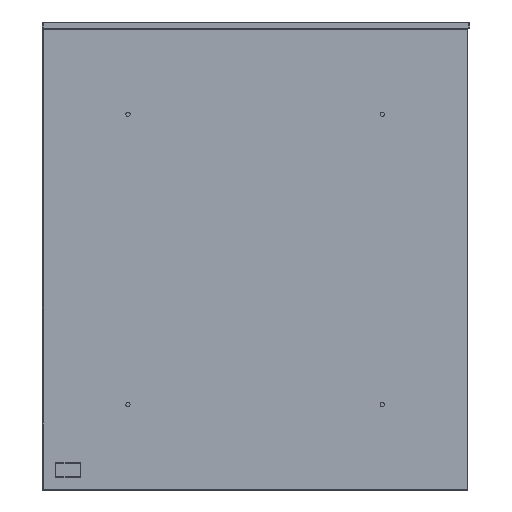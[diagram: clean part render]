
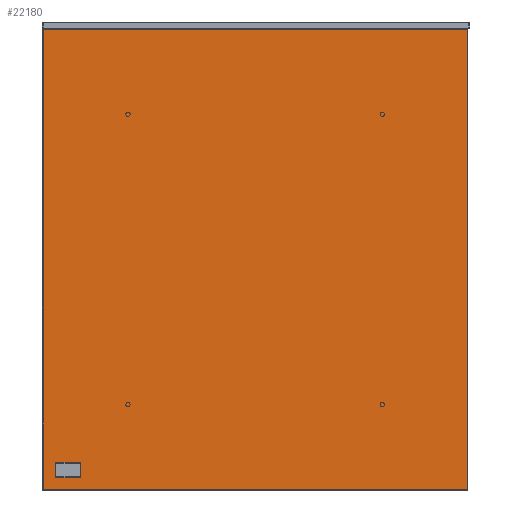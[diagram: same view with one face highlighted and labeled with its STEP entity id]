
A CAD part, left-side view. The second image highlights one B-rep face of the part: STEP entity #22180.
In plain terms, the highlighted planar face has unit normal (-1, 0, 0).
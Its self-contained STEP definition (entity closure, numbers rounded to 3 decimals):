
#21819=CARTESIAN_POINT('',(-3723.565,5493.44,-59.131));
#21820=VERTEX_POINT('',#21819);
#21821=CARTESIAN_POINT('',(-3723.565,5493.44,-596.869));
#21822=VERTEX_POINT('',#21821);
#21823=CARTESIAN_POINT('',(-3723.565,5493.44,-59.131));
#21824=DIRECTION('',(0.0,0.0,-1.0));
#21825=VECTOR('',#21824,537.737);
#21826=LINE('',#21823,#21825);
#21827=EDGE_CURVE('',#21820,#21822,#21826,.T.);
#21859=CARTESIAN_POINT('',(-3723.565,5493.771,-597.2));
#21860=VERTEX_POINT('',#21859);
#21861=CARTESIAN_POINT('',(-3723.565,5493.44,-596.869));
#21862=DIRECTION('',(0.0,0.707,-0.707));
#21863=VECTOR('',#21862,0.469);
#21864=LINE('',#21861,#21863);
#21865=EDGE_CURVE('',#21822,#21860,#21864,.T.);
#21890=CARTESIAN_POINT('',(-3723.565,5989.508,-597.2));
#21891=VERTEX_POINT('',#21890);
#21892=CARTESIAN_POINT('',(-3723.565,5493.771,-597.2));
#21893=DIRECTION('',(0.0,1.0,0.0));
#21894=VECTOR('',#21893,495.737);
#21895=LINE('',#21892,#21894);
#21896=EDGE_CURVE('',#21860,#21891,#21895,.T.);
#21930=CARTESIAN_POINT('',(-3723.565,5989.84,-596.869));
#21931=VERTEX_POINT('',#21930);
#21932=CARTESIAN_POINT('',(-3723.565,5989.508,-597.2));
#21933=DIRECTION('',(0.0,0.707,0.707));
#21934=VECTOR('',#21933,0.469);
#21935=LINE('',#21932,#21934);
#21936=EDGE_CURVE('',#21891,#21931,#21935,.T.);
#21961=CARTESIAN_POINT('',(-3723.565,5989.84,-59.131));
#21962=VERTEX_POINT('',#21961);
#21963=CARTESIAN_POINT('',(-3723.565,5989.84,-596.869));
#21964=DIRECTION('',(0.0,0.0,1.0));
#21965=VECTOR('',#21964,537.737);
#21966=LINE('',#21963,#21965);
#21967=EDGE_CURVE('',#21931,#21962,#21966,.T.);
#21992=CARTESIAN_POINT('',(-3723.565,5989.508,-58.8));
#21993=VERTEX_POINT('',#21992);
#21994=CARTESIAN_POINT('',(-3723.565,5989.84,-59.131));
#21995=DIRECTION('',(0.0,-0.707,0.707));
#21996=VECTOR('',#21995,0.469);
#21997=LINE('',#21994,#21996);
#21998=EDGE_CURVE('',#21962,#21993,#21997,.T.);
#22023=CARTESIAN_POINT('',(-3723.565,5493.771,-58.8));
#22024=VERTEX_POINT('',#22023);
#22025=CARTESIAN_POINT('',(-3723.565,5989.508,-58.8));
#22026=DIRECTION('',(0.0,-1.0,0.0));
#22027=VECTOR('',#22026,495.737);
#22028=LINE('',#22025,#22027);
#22029=EDGE_CURVE('',#21993,#22024,#22028,.T.);
#22052=CARTESIAN_POINT('',(-3723.565,5493.771,-58.8));
#22053=DIRECTION('',(0.0,-0.707,-0.707));
#22054=VECTOR('',#22053,0.469);
#22055=LINE('',#22052,#22054);
#22056=EDGE_CURVE('',#22024,#21820,#22055,.T.);
#22165=CARTESIAN_POINT('',(-3723.565,5741.64,-597.201));
#22166=DIRECTION('',(-1.0,0.0,0.0));
#22167=DIRECTION('',(0.0,0.0,1.0));
#22168=AXIS2_PLACEMENT_3D('',#22165,#22166,#22167);
#22169=PLANE('',#22168);
#22170=ORIENTED_EDGE('',*,*,#21827,.F.);
#22171=ORIENTED_EDGE('',*,*,#22056,.F.);
#22172=ORIENTED_EDGE('',*,*,#22029,.F.);
#22173=ORIENTED_EDGE('',*,*,#21998,.F.);
#22174=ORIENTED_EDGE('',*,*,#21967,.F.);
#22175=ORIENTED_EDGE('',*,*,#21936,.F.);
#22176=ORIENTED_EDGE('',*,*,#21896,.F.);
#22177=ORIENTED_EDGE('',*,*,#21865,.F.);
#22178=EDGE_LOOP('',(#22170,#22171,#22172,#22173,#22174,#22175,#22176,#22177));
#22179=FACE_OUTER_BOUND('',#22178,.T.);
#22180=ADVANCED_FACE('',(#22179),#22169,.T.);
